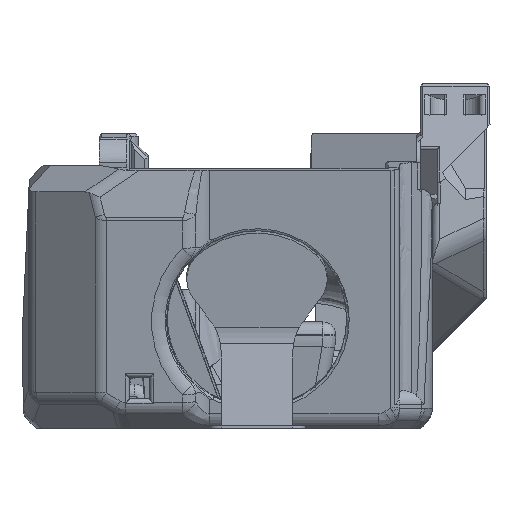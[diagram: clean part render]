
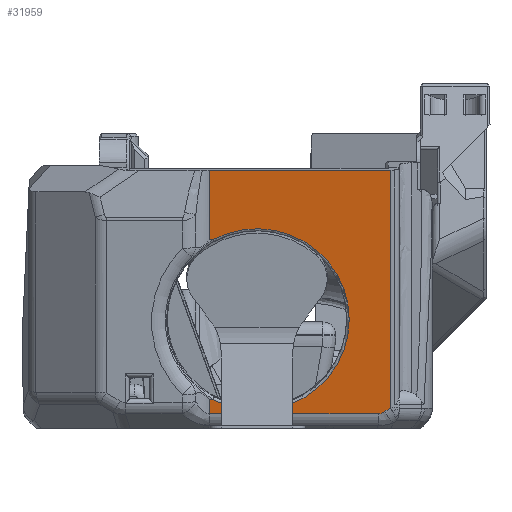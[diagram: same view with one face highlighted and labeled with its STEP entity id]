
A CAD part, left-side view. The second image highlights one B-rep face of the part: STEP entity #31959.
In plain terms, the highlighted planar face has unit normal (-0.985, 0, -0.174).
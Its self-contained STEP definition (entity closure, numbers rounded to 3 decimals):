
#712=B_SPLINE_CURVE_WITH_KNOTS('',3,(#49931,#49932,#49933,#49934),
 .UNSPECIFIED.,.F.,.F.,(4,4),(0.,0.382),.UNSPECIFIED.);
#721=B_SPLINE_CURVE_WITH_KNOTS('',3,(#50191,#50192,#50193,#50194),
 .UNSPECIFIED.,.F.,.F.,(4,4),(0.618,1.),.UNSPECIFIED.);
#1390=CIRCLE('',#33916,14.4);
#2592=ELLIPSE('',#34420,3.203,2.);
#5627=ORIENTED_EDGE('',*,*,#14286,.F.);
#5628=ORIENTED_EDGE('',*,*,#13507,.T.);
#5629=ORIENTED_EDGE('',*,*,#14402,.T.);
#5630=ORIENTED_EDGE('',*,*,#14403,.F.);
#5631=ORIENTED_EDGE('',*,*,#14404,.T.);
#5632=ORIENTED_EDGE('',*,*,#14405,.T.);
#5633=ORIENTED_EDGE('',*,*,#14406,.F.);
#5634=ORIENTED_EDGE('',*,*,#14407,.T.);
#5635=ORIENTED_EDGE('',*,*,#14097,.F.);
#5636=ORIENTED_EDGE('',*,*,#14107,.F.);
#13507=EDGE_CURVE('',#18221,#18220,#1390,.T.);
#14097=EDGE_CURVE('',#18617,#18618,#21526,.T.);
#14107=EDGE_CURVE('',#18624,#18617,#21530,.T.);
#14286=EDGE_CURVE('',#18221,#18624,#712,.F.);
#14402=EDGE_CURVE('',#18220,#18852,#721,.T.);
#14403=EDGE_CURVE('',#18853,#18852,#21718,.T.);
#14404=EDGE_CURVE('',#18853,#18854,#21719,.T.);
#14405=EDGE_CURVE('',#18854,#18855,#2592,.T.);
#14406=EDGE_CURVE('',#18856,#18855,#21720,.T.);
#14407=EDGE_CURVE('',#18856,#18618,#21721,.T.);
#18220=VERTEX_POINT('',#46951);
#18221=VERTEX_POINT('',#46953);
#18617=VERTEX_POINT('',#49435);
#18618=VERTEX_POINT('',#49437);
#18624=VERTEX_POINT('',#49467);
#18852=VERTEX_POINT('',#50195);
#18853=VERTEX_POINT('',#50197);
#18854=VERTEX_POINT('',#50199);
#18855=VERTEX_POINT('',#50201);
#18856=VERTEX_POINT('',#50203);
#21526=LINE('',#49436,#24400);
#21530=LINE('',#49468,#24404);
#21718=LINE('',#50196,#24592);
#21719=LINE('',#50198,#24593);
#21720=LINE('',#50202,#24594);
#21721=LINE('',#50204,#24595);
#24400=VECTOR('',#38695,1000.);
#24404=VECTOR('',#38711,1000.);
#24592=VECTOR('',#39163,1000.);
#24593=VECTOR('',#39164,1000.);
#24594=VECTOR('',#39167,1000.);
#24595=VECTOR('',#39168,1000.);
#27010=EDGE_LOOP('',(#5627,#5628,#5629,#5630,#5631,#5632,#5633,#5634,#5635,
#5636));
#28997=FACE_BOUND('',#27010,.T.);
#30717=PLANE('',#34419);
#31959=ADVANCED_FACE('',(#28997),#30717,.F.);
#33916=AXIS2_PLACEMENT_3D('',#46952,#37718,#37719);
#34419=AXIS2_PLACEMENT_3D('',#50190,#39161,#39162);
#34420=AXIS2_PLACEMENT_3D('',#50200,#39165,#39166);
#37718=DIRECTION('',(0.985,0.,0.174));
#37719=DIRECTION('',(0.174,0.,-0.985));
#38695=DIRECTION('',(0.,-1.,0.));
#38711=DIRECTION('',(-0.174,0.,0.985));
#39161=DIRECTION('',(0.985,0.,0.174));
#39162=DIRECTION('',(-0.174,0.,0.985));
#39163=DIRECTION('',(-0.174,0.,0.985));
#39164=DIRECTION('',(0.,-1.,0.));
#39165=DIRECTION('',(-0.985,0.,-0.174));
#39166=DIRECTION('',(-0.165,-0.304,0.938));
#39167=DIRECTION('',(0.097,0.829,-0.551));
#39168=DIRECTION('',(-0.174,0.,0.985));
#46951=CARTESIAN_POINT('',(-28.264,11.767,4.533));
#46952=CARTESIAN_POINT('',(-30.458,4.853,16.973));
#46953=CARTESIAN_POINT('',(-32.651,11.767,29.413));
#49435=CARTESIAN_POINT('',(-34.572,12.27,40.304));
#49436=CARTESIAN_POINT('',(-34.572,24.853,40.304));
#49437=CARTESIAN_POINT('',(-34.572,-16.002,40.304));
#49467=CARTESIAN_POINT('',(-32.66,12.27,29.463));
#49468=CARTESIAN_POINT('',(-31.185,12.27,21.099));
#49931=CARTESIAN_POINT('',(-32.66,12.27,29.463));
#49932=CARTESIAN_POINT('',(-32.657,12.102,29.442));
#49933=CARTESIAN_POINT('',(-32.654,11.935,29.425));
#49934=CARTESIAN_POINT('',(-32.651,11.767,29.413));
#50190=CARTESIAN_POINT('',(-31.185,24.853,21.099));
#50191=CARTESIAN_POINT('',(-28.264,11.767,4.533));
#50192=CARTESIAN_POINT('',(-28.262,11.935,4.52));
#50193=CARTESIAN_POINT('',(-28.259,12.102,4.503));
#50194=CARTESIAN_POINT('',(-28.255,12.27,4.482));
#50195=CARTESIAN_POINT('',(-28.255,12.27,4.482));
#50196=CARTESIAN_POINT('',(-31.185,12.27,21.099));
#50197=CARTESIAN_POINT('',(-27.864,12.27,2.262));
#50198=CARTESIAN_POINT('',(-27.864,-14.655,2.262));
#50199=CARTESIAN_POINT('',(-27.864,-14.07,2.262));
#50200=CARTESIAN_POINT('',(-28.404,-14.652,5.326));
#50201=CARTESIAN_POINT('',(-27.923,-15.07,2.597));
#50202=CARTESIAN_POINT('',(-27.821,-14.199,2.018));
#50203=CARTESIAN_POINT('',(-28.032,-16.002,3.216));
#50204=CARTESIAN_POINT('',(-7.663,-16.002,-112.301));
